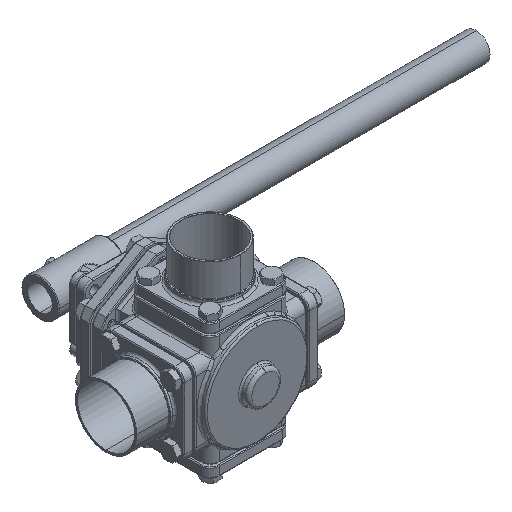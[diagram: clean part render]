
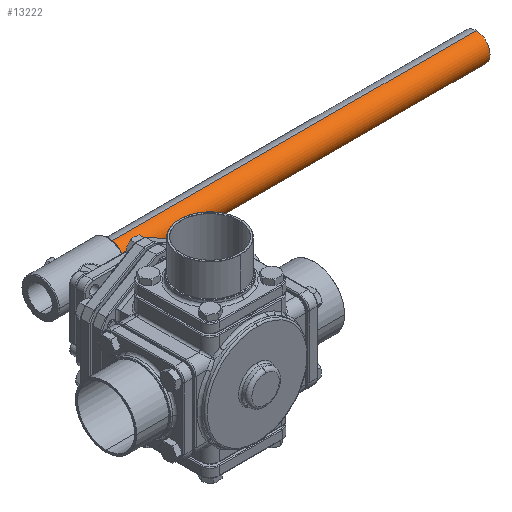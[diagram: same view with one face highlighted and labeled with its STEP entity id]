
A CAD part, isometric view. The second image highlights one B-rep face of the part: STEP entity #13222.
In plain terms, the highlighted cylindrical face has radius 17.15 mm (diameter 34.3 mm), a partial arc.
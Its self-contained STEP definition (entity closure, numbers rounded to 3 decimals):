
#5439 = CARTESIAN_POINT ( 'NONE',  ( 500., 169., -17.15 ) ) ;
#5445 = CARTESIAN_POINT ( 'NONE',  ( 500., 169., 17.15 ) ) ;
#5929 = CARTESIAN_POINT ( 'NONE',  ( 500., 169., 0. ) ) ;
#5931 = DIRECTION ( 'NONE',  ( 1., 0., 0. ) ) ;
#5933 = DIRECTION ( 'NONE',  ( 0., 0., -1. ) ) ;
#5952 = FACE_OUTER_BOUND ( 'NONE', #26488, .T. ) ;
#6099 = CYLINDRICAL_SURFACE ( 'NONE', #26755, 17.15 ) ;
#9614 = VERTEX_POINT ( 'NONE', #20817 ) ;
#9784 = CARTESIAN_POINT ( 'NONE',  ( 42.5, 169., 17.15 ) ) ;
#13222 = ADVANCED_FACE ( 'NONE', ( #5952 ), #6099, .T. ) ;
#13869 = EDGE_CURVE ( 'NONE', #29669, #28848, #31313, .T. ) ;
#13871 = EDGE_CURVE ( 'NONE', #29666, #9614, #31316, .T. ) ;
#15865 = DIRECTION ( 'NONE',  ( -1., 0., 0. ) ) ;
#15869 = CARTESIAN_POINT ( 'NONE',  ( 500., 169., 17.15 ) ) ;
#15873 = DIRECTION ( 'NONE',  ( -1., 0., 0. ) ) ;
#15875 = CARTESIAN_POINT ( 'NONE',  ( 500., 169., -17.15 ) ) ;
#20091 = DIRECTION ( 'NONE',  ( -1., 0., 0. ) ) ;
#20093 = DIRECTION ( 'NONE',  ( 0., 0., 1. ) ) ;
#20095 = CARTESIAN_POINT ( 'NONE',  ( 500., 169., 0. ) ) ;
#20817 = CARTESIAN_POINT ( 'NONE',  ( 42.5, 169., -17.15 ) ) ;
#21437 = ORIENTED_EDGE ( 'NONE', *, *, #13871, .F. ) ;
#21438 = ORIENTED_EDGE ( 'NONE', *, *, #30119, .F. ) ;
#21439 = ORIENTED_EDGE ( 'NONE', *, *, #13869, .T. ) ;
#21440 = ORIENTED_EDGE ( 'NONE', *, *, #30261, .T. ) ;
#24002 = CARTESIAN_POINT ( 'NONE',  ( 42.5, 169., 0. ) ) ;
#24003 = DIRECTION ( 'NONE',  ( 1., 0., 0. ) ) ;
#24004 = DIRECTION ( 'NONE',  ( 0., -1., 0. ) ) ;
#26488 = EDGE_LOOP ( 'NONE', ( #21437, #21438, #21439, #21440 ) ) ;
#26755 = AXIS2_PLACEMENT_3D ( 'NONE', #20095, #20091, #20093 ) ;
#28848 = VERTEX_POINT ( 'NONE', #9784 ) ;
#28872 = AXIS2_PLACEMENT_3D ( 'NONE', #24002, #24003, #24004 ) ;
#29666 = VERTEX_POINT ( 'NONE', #5439 ) ;
#29669 = VERTEX_POINT ( 'NONE', #5445 ) ;
#30119 = EDGE_CURVE ( 'NONE', #29669, #29666, #34953, .T. ) ;
#30261 = EDGE_CURVE ( 'NONE', #28848, #9614, #35093, .T. ) ;
#31313 = LINE ( 'NONE', #15869, #31317 ) ;
#31316 = LINE ( 'NONE', #15875, #31320 ) ;
#31317 = VECTOR ( 'NONE', #15865, 1000. ) ;
#31320 = VECTOR ( 'NONE', #15873, 1000. ) ;
#32851 = AXIS2_PLACEMENT_3D ( 'NONE', #5929, #5931, #5933 ) ;
#34953 = CIRCLE ( 'NONE', #32851, 17.15 ) ;
#35093 = CIRCLE ( 'NONE', #28872, 17.15 ) ;
